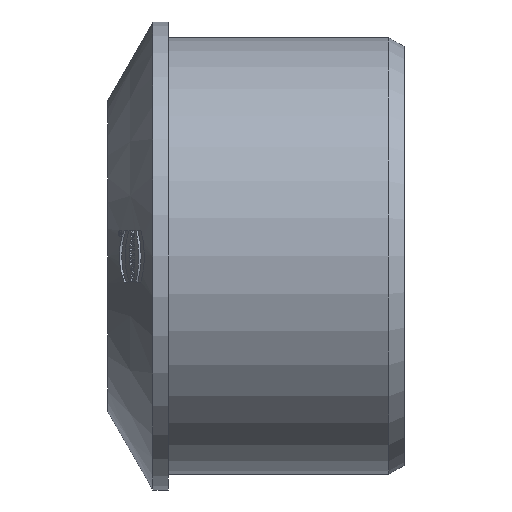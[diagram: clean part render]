
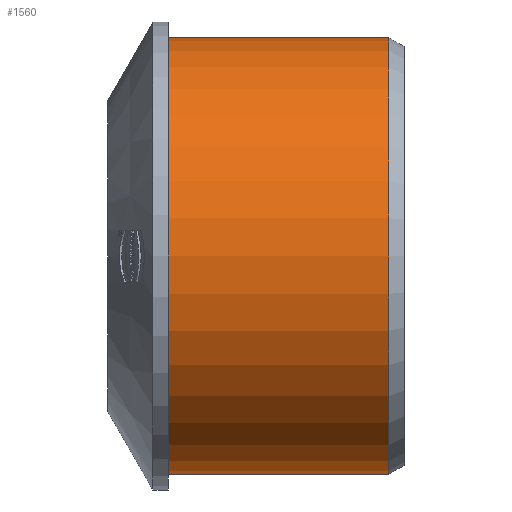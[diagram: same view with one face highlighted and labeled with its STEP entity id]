
A CAD part, left-side view. The second image highlights one B-rep face of the part: STEP entity #1560.
In plain terms, the highlighted cylindrical face has radius 14 mm (diameter 28 mm), a partial arc.
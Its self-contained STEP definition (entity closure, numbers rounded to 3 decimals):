
#1162=CYLINDRICAL_SURFACE('',#5236,14.);
#1383=FACE_OUTER_BOUND('',#1818,.T.);
#1560=ADVANCED_FACE('',(#1383),#1162,.T.);
#1818=EDGE_LOOP('',(#2314,#2315,#2316,#2317));
#2314=ORIENTED_EDGE('',*,*,#3441,.F.);
#2315=ORIENTED_EDGE('',*,*,#3443,.T.);
#2316=ORIENTED_EDGE('',*,*,#3442,.F.);
#2317=ORIENTED_EDGE('',*,*,#3439,.T.);
#3072=VERTEX_POINT('',#8353);
#3073=VERTEX_POINT('',#8354);
#3074=VERTEX_POINT('',#8358);
#3075=VERTEX_POINT('',#8359);
#3439=EDGE_CURVE('',#3073,#3072,#3893,.T.);
#3441=EDGE_CURVE('',#3074,#3072,#4309,.T.);
#3442=EDGE_CURVE('',#3073,#3075,#4310,.T.);
#3443=EDGE_CURVE('',#3074,#3075,#3895,.T.);
#3893=CIRCLE('',#5231,14.);
#3895=CIRCLE('',#5235,14.);
#4309=LINE('',#8360,#4626);
#4310=LINE('',#8361,#4627);
#4626=VECTOR('',#5613,1.);
#4627=VECTOR('',#5614,1.);
#5231=AXIS2_PLACEMENT_3D('',#8355,#5607,#5608);
#5235=AXIS2_PLACEMENT_3D('',#8363,#5617,#5618);
#5236=AXIS2_PLACEMENT_3D('',#8364,#5619,#5620);
#5607=DIRECTION('',(0.,-1.,0.));
#5608=DIRECTION('',(0.,0.,1.));
#5613=DIRECTION('',(0.,1.,0.));
#5614=DIRECTION('',(0.,-1.,0.));
#5617=DIRECTION('',(0.,1.,0.));
#5618=DIRECTION('',(0.,0.,-1.));
#5619=DIRECTION('',(0.,1.,0.));
#5620=DIRECTION('',(0.145,0.,-0.989));
#8353=CARTESIAN_POINT('',(0.,0.,
-14.));
#8354=CARTESIAN_POINT('',(0.,0.,
14.));
#8355=CARTESIAN_POINT('',(0.,0.,0.));
#8358=CARTESIAN_POINT('',(0.,-14.113,-14.));
#8359=CARTESIAN_POINT('',(0.,-14.113,14.));
#8360=CARTESIAN_POINT('',(0.,-14.113,-14.));
#8361=CARTESIAN_POINT('',(0.,0.,14.));
#8363=CARTESIAN_POINT('',(0.,-14.113,0.));
#8364=CARTESIAN_POINT('',(0.,-14.819,0.));
